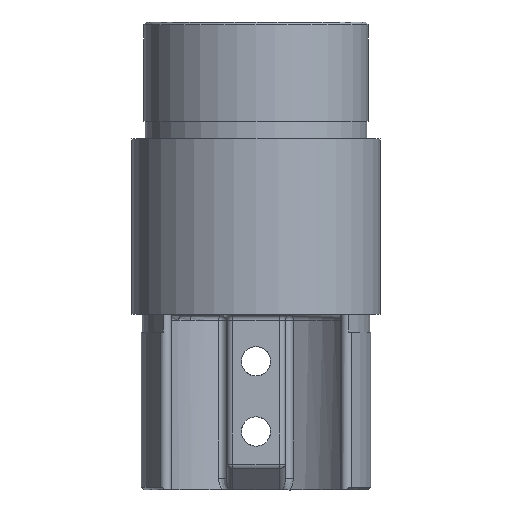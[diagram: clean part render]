
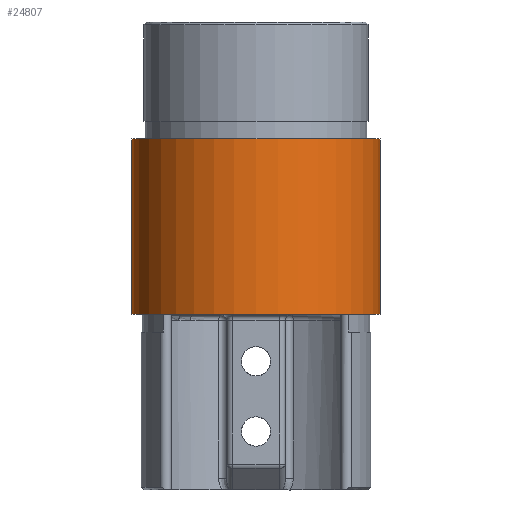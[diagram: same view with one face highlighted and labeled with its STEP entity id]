
A CAD part, front view. The second image highlights one B-rep face of the part: STEP entity #24807.
In plain terms, the highlighted cylindrical face has radius 21.2 mm (diameter 42.4 mm), a partial arc.
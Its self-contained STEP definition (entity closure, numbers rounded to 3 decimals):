
#190 = CARTESIAN_POINT ( 'NONE',  ( -21.2, 0., 15. ) ) ;
#731 = CARTESIAN_POINT ( 'NONE',  ( -21.2, 0., 15. ) ) ;
#2641 = LINE ( 'NONE', #25331, #9655 ) ;
#2970 = EDGE_LOOP ( 'NONE', ( #7765, #20182, #20676, #24099 ) ) ;
#3208 = CARTESIAN_POINT ( 'NONE',  ( -21.2, 0., -15. ) ) ;
#6545 = AXIS2_PLACEMENT_3D ( 'NONE', #15853, #23679, #7694 ) ;
#6914 = VERTEX_POINT ( 'NONE', #16908 ) ;
#7694 = DIRECTION ( 'NONE',  ( 1., 0., 0. ) ) ;
#7765 = ORIENTED_EDGE ( 'NONE', *, *, #20167, .F. ) ;
#7858 = DIRECTION ( 'NONE',  ( -1., 0., 0. ) ) ;
#9655 = VECTOR ( 'NONE', #23430, 1000. ) ;
#11320 = LINE ( 'NONE', #731, #25196 ) ;
#12172 = CIRCLE ( 'NONE', #6545, 21.2 ) ;
#12972 = CARTESIAN_POINT ( 'NONE',  ( 0., 0., -15. ) ) ;
#13330 = AXIS2_PLACEMENT_3D ( 'NONE', #21587, #15522, #7858 ) ;
#14553 = EDGE_CURVE ( 'NONE', #23139, #22405, #11320, .T. ) ;
#14962 = AXIS2_PLACEMENT_3D ( 'NONE', #12972, #15010, #24604 ) ;
#15010 = DIRECTION ( 'NONE',  ( 0., 0., 1. ) ) ;
#15482 = CARTESIAN_POINT ( 'NONE',  ( 21.2, 0., -15. ) ) ;
#15522 = DIRECTION ( 'NONE',  ( 0., 0., -1. ) ) ;
#15853 = CARTESIAN_POINT ( 'NONE',  ( 0., 0., 15. ) ) ;
#16774 = CIRCLE ( 'NONE', #14962, 21.2 ) ;
#16908 = CARTESIAN_POINT ( 'NONE',  ( 21.2, 0., 15. ) ) ;
#17243 = FACE_OUTER_BOUND ( 'NONE', #2970, .T. ) ;
#18166 = EDGE_CURVE ( 'NONE', #23139, #6914, #12172, .T. ) ;
#18175 = CYLINDRICAL_SURFACE ( 'NONE', #13330, 21.2 ) ;
#18438 = EDGE_CURVE ( 'NONE', #22405, #19644, #16774, .T. ) ;
#19644 = VERTEX_POINT ( 'NONE', #15482 ) ;
#20167 = EDGE_CURVE ( 'NONE', #6914, #19644, #2641, .T. ) ;
#20182 = ORIENTED_EDGE ( 'NONE', *, *, #18166, .F. ) ;
#20242 = DIRECTION ( 'NONE',  ( 0., 0., -1. ) ) ;
#20676 = ORIENTED_EDGE ( 'NONE', *, *, #14553, .T. ) ;
#21587 = CARTESIAN_POINT ( 'NONE',  ( 0., 0., 15. ) ) ;
#22405 = VERTEX_POINT ( 'NONE', #3208 ) ;
#23139 = VERTEX_POINT ( 'NONE', #190 ) ;
#23430 = DIRECTION ( 'NONE',  ( 0., 0., -1. ) ) ;
#23679 = DIRECTION ( 'NONE',  ( 0., 0., 1. ) ) ;
#24099 = ORIENTED_EDGE ( 'NONE', *, *, #18438, .T. ) ;
#24604 = DIRECTION ( 'NONE',  ( 1., 0., 0. ) ) ;
#24807 = ADVANCED_FACE ( 'NONE', ( #17243 ), #18175, .T. ) ;
#25196 = VECTOR ( 'NONE', #20242, 1000. ) ;
#25331 = CARTESIAN_POINT ( 'NONE',  ( 21.2, 0., 15. ) ) ;
